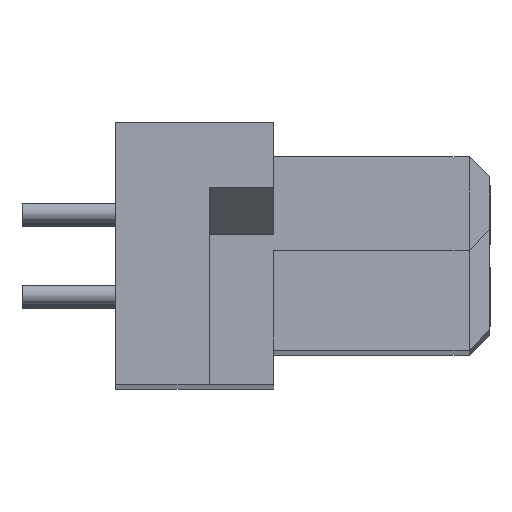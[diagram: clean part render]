
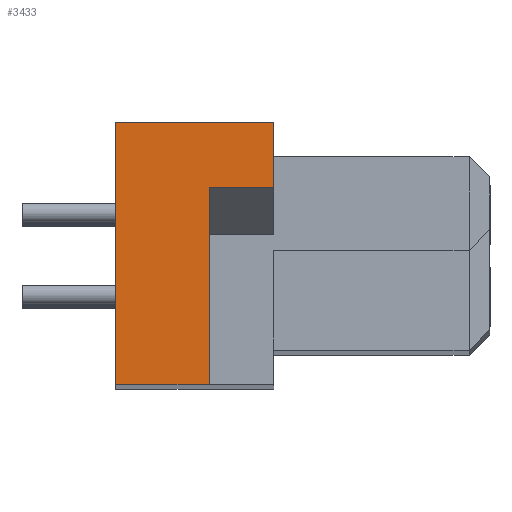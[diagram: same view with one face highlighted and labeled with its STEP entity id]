
A CAD part, top view. The second image highlights one B-rep face of the part: STEP entity #3433.
In plain terms, the highlighted planar face has unit normal (0, 0, 1).
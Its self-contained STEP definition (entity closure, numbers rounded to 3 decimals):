
#3433=ADVANCED_FACE('',(#4261),#3848,.T.);
#3848=PLANE('',#10854);
#4261=FACE_OUTER_BOUND('',#4803,.T.);
#4803=EDGE_LOOP('',(#6486,#6487,#6488,#6489,#6490,#6491));
#6486=ORIENTED_EDGE('',*,*,#8537,.T.);
#6487=ORIENTED_EDGE('',*,*,#8540,.T.);
#6488=ORIENTED_EDGE('',*,*,#8541,.F.);
#6489=ORIENTED_EDGE('',*,*,#8504,.F.);
#6490=ORIENTED_EDGE('',*,*,#8542,.T.);
#6491=ORIENTED_EDGE('',*,*,#8543,.F.);
#7555=VERTEX_POINT('',#14949);
#7556=VERTEX_POINT('',#14951);
#7581=VERTEX_POINT('',#15018);
#7582=VERTEX_POINT('',#15020);
#7583=VERTEX_POINT('',#15025);
#7584=VERTEX_POINT('',#15028);
#8504=EDGE_CURVE('',#7555,#7556,#9352,.T.);
#8537=EDGE_CURVE('',#7582,#7581,#9383,.T.);
#8540=EDGE_CURVE('',#7581,#7583,#9386,.T.);
#8541=EDGE_CURVE('',#7556,#7583,#9387,.T.);
#8542=EDGE_CURVE('',#7555,#7584,#9388,.T.);
#8543=EDGE_CURVE('',#7582,#7584,#9389,.T.);
#9352=LINE('',#14950,#10196);
#9383=LINE('',#15019,#10227);
#9386=LINE('',#15024,#10230);
#9387=LINE('',#15026,#10231);
#9388=LINE('',#15027,#10232);
#9389=LINE('',#15029,#10233);
#10196=VECTOR('',#12809,1.);
#10227=VECTOR('',#12864,1.);
#10230=VECTOR('',#12869,1.);
#10231=VECTOR('',#12870,1.);
#10232=VECTOR('',#12871,1.);
#10233=VECTOR('',#12872,1.);
#10854=AXIS2_PLACEMENT_3D('',#15030,#12873,#12874);
#12809=DIRECTION('',(1.,0.,0.));
#12864=DIRECTION('',(0.,1.,0.));
#12869=DIRECTION('',(1.,0.,0.));
#12870=DIRECTION('',(0.,-1.,0.));
#12871=DIRECTION('',(0.,-1.,0.));
#12872=DIRECTION('',(-1.,0.,0.));
#12873=DIRECTION('',(0.,0.,1.));
#12874=DIRECTION('',(1.,0.,0.));
#14949=CARTESIAN_POINT('',(-12.391,-35.436,173.55));
#14950=CARTESIAN_POINT('',(-12.391,-35.436,173.55));
#14951=CARTESIAN_POINT('',(-7.491,-35.436,173.55));
#15018=CARTESIAN_POINT('',(-9.491,-37.456,173.55));
#15019=CARTESIAN_POINT('',(-9.491,-43.536,173.55));
#15020=CARTESIAN_POINT('',(-9.491,-43.536,173.55));
#15024=CARTESIAN_POINT('',(-9.491,-37.456,173.55));
#15025=CARTESIAN_POINT('',(-7.491,-37.456,173.55));
#15026=CARTESIAN_POINT('',(-7.491,-35.436,173.55));
#15027=CARTESIAN_POINT('',(-12.391,-35.436,173.55));
#15028=CARTESIAN_POINT('',(-12.391,-43.536,173.55));
#15029=CARTESIAN_POINT('',(-9.491,-43.536,173.55));
#15030=CARTESIAN_POINT('',(-12.971,-43.941,173.55));
